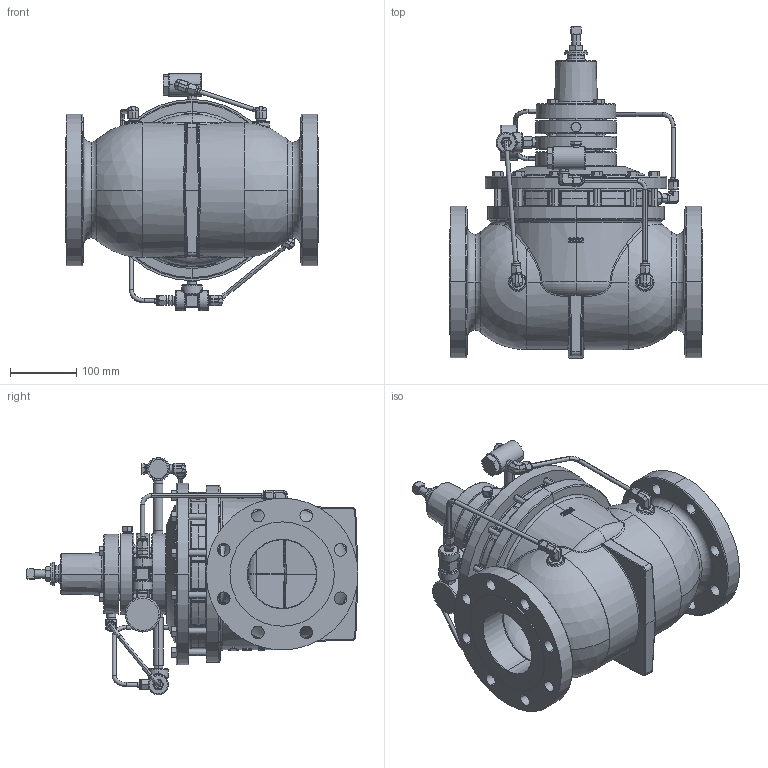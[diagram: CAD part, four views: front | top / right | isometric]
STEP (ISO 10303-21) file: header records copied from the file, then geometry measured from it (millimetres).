
FILE_DESCRIPTION (( 'STEP AP203' ), '1' );
FILE_NAME ('4 INCH 418 FGT PRB-D (AJN).STEP', '2015-05-01T19:11:59', ( 'PCTech' ), ( 'Microsoft' ), 'SwSTEP 2.0', 'SolidWorks 2015', '' );
FILE_SCHEMA (( 'CONFIG_CONTROL_DESIGN' ));
Length unit declared in the file: inch
Products named in the file (1): 4 INCH 418 FGT PRB-D (AJN)
Bounding box: 382.59 x 500.08 x 357.33 mm (x, y, z)
Volume: 10793051.1 mm3; surface area: 1041418.1 mm2
Topology: 1 solids, 2 shells, 3197 faces, 7794 edges, 4706 vertices
Faces by surface type: bspline 952, plane 930, cylinder 537, cone 448, torus 237, sphere 93
Entity records: 137452 total; most frequent: CARTESIAN_POINT 70934, ORIENTED_EDGE 15478, DIRECTION 11713, EDGE_CURVE 7739, AXIS2_PLACEMENT_3D 4728, VERTEX_POINT 4701, EDGE_LOOP 3436, ADVANCED_FACE 3197
